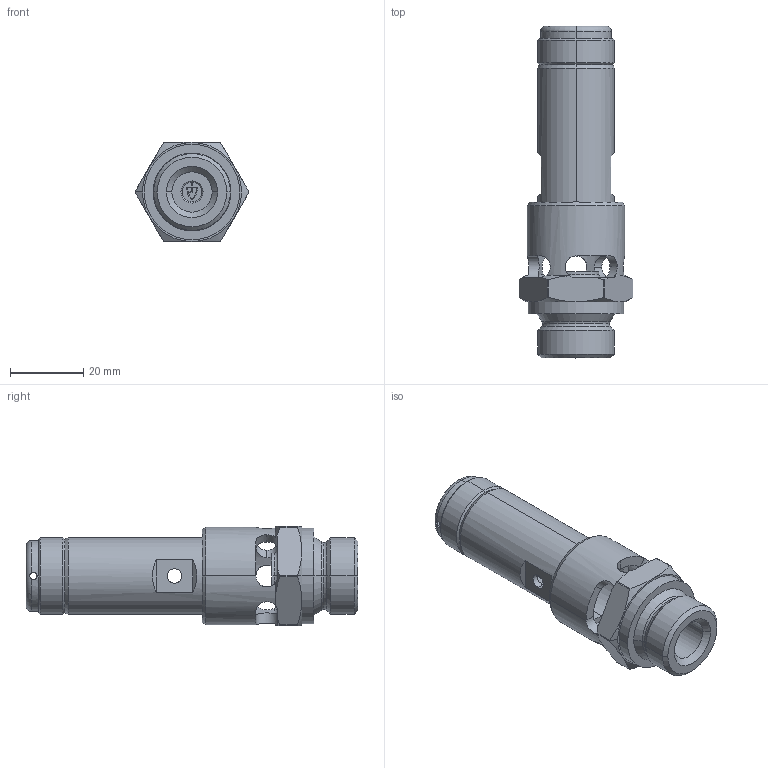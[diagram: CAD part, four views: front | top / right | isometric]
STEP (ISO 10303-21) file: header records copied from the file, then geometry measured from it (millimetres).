
FILE_DESCRIPTION (( 'STEP AP214' ), '1' );
FILE_NAME ('810 1-2 A Dummy.STEP', '2011-12-14T13:08:26', ( 'Blankenhorn' ), ( '' ), 'SwSTEP 2.0', 'SolidWorks 2011', '' );
FILE_SCHEMA (( 'AUTOMOTIVE_DESIGN' ));
Length unit declared in the file: millimetre
Products named in the file (1): 810 1-2 A Dummy
Bounding box: 31 x 90.5 x 27 mm (x, y, z)
Volume: 19780.5 mm3; surface area: 15339.3 mm2
Topology: 4 solids, 4 shells, 250 faces, 646 edges, 411 vertices
Faces by surface type: cylinder 117, plane 69, cone 46, torus 18
Entity records: 11376 total; most frequent: CARTESIAN_POINT 2388, DIRECTION 1325, ORIENTED_EDGE 1292, EDGE_CURVE 646, AXIS2_PLACEMENT_3D 542, VERTEX_POINT 411, CIRCLE 291, EDGE_LOOP 283
